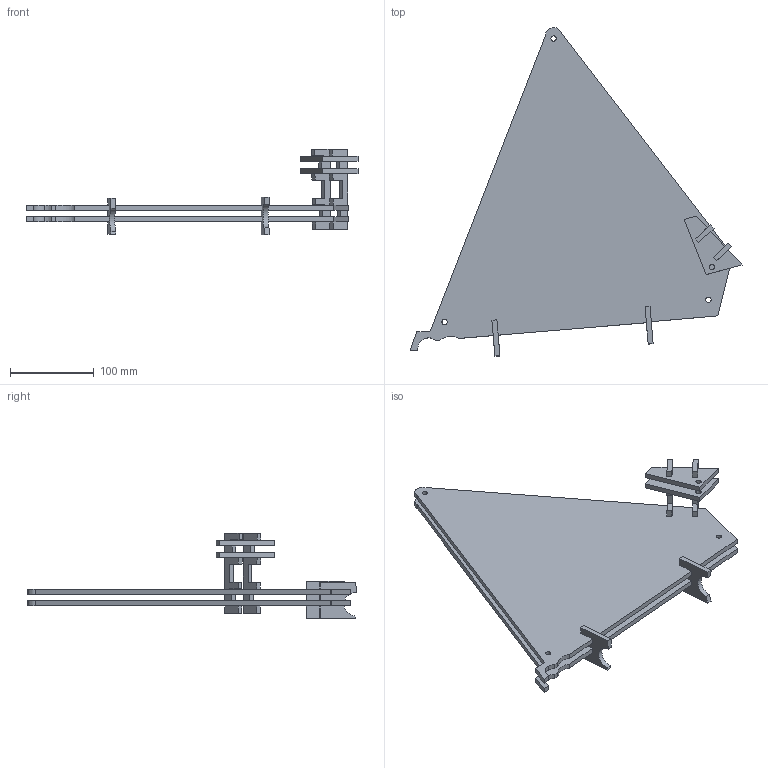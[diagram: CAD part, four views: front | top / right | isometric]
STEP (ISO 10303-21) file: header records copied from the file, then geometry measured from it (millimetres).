
FILE_DESCRIPTION (( 'STEP AP214' ), '1' );
FILE_NAME ('gabarit_assemble_arriere_bas_2024.STEP', '2024-04-03T19:44:56', ( '' ), ( '' ), 'SwSTEP 2.0', 'SolidWorks 2022', '' );
FILE_SCHEMA (( 'AUTOMOTIVE_DESIGN' ));
Length unit declared in the file: millimetre
Products named in the file (9): piece_principale_arriere_bas.step; gabarit_assemble_arriere_bas_2024; E_droite.step; E_gauche_V2.step; E_pince.step; E_pince_V2.step; piece_support_toe_link.step
Assembly tree (8 placements, depth 2):
  gabarit_assemble_arriere_bas_2024
    piece_principale_arriere_bas.step
    piece_principale_arriere_bas.step
    E_pince.step
    E_pince_V2.step
    piece_support_toe_link.step
    E_droite.step
    E_gauche_V2.step
    piece_support_toe_link.step
Bounding box: 397.38 x 393.71 x 102.45 mm (x, y, z)
Volume: 958839 mm3; surface area: 345709.3 mm2
Topology: 8 solids, 8 shells, 190 faces, 522 edges, 348 vertices
Faces by surface type: plane 162, cylinder 20, bspline 8
Entity records: 6376 total; most frequent: CARTESIAN_POINT 1175, ORIENTED_EDGE 1044, DIRECTION 932, EDGE_CURVE 522, LINE 466, VECTOR 466, VERTEX_POINT 348, AXIS2_PLACEMENT_3D 233
